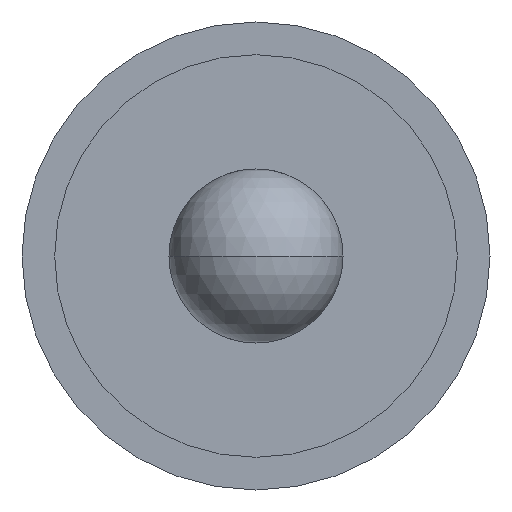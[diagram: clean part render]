
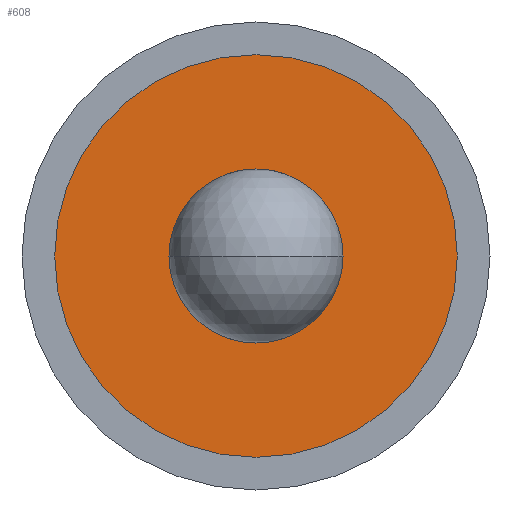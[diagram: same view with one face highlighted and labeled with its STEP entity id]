
A CAD part, left-side view. The second image highlights one B-rep face of the part: STEP entity #608.
In plain terms, the highlighted planar face has unit normal (-1, 0, 0).
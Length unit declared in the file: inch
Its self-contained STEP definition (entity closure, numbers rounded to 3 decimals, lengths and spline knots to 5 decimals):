
#28 = ORIENTED_EDGE ( 'NONE', *, *, #562, .T. ) ;
#56 = FACE_OUTER_BOUND ( 'NONE', #373, .T. ) ;
#85 = ORIENTED_EDGE ( 'NONE', *, *, #249, .T. ) ;
#105 = DIRECTION ( 'NONE',  ( 0., 1., 0. ) ) ;
#119 = CARTESIAN_POINT ( 'NONE',  ( 0.15, -0.008, 0. ) ) ;
#120 = CIRCLE ( 'NONE', #592, 0.0185 ) ;
#122 = EDGE_CURVE ( 'NONE', #192, #432, #246, .T. ) ;
#161 = DIRECTION ( 'NONE',  ( 1., 0., 0. ) ) ;
#188 = AXIS2_PLACEMENT_3D ( 'NONE', #621, #462, #312 ) ;
#192 = VERTEX_POINT ( 'NONE', #250 ) ;
#199 = CIRCLE ( 'NONE', #188, 0.008 ) ;
#212 = DIRECTION ( 'NONE',  ( 0., -1., 0. ) ) ;
#214 = CARTESIAN_POINT ( 'NONE',  ( 0.15, 0.0185, 0. ) ) ;
#239 = ORIENTED_EDGE ( 'NONE', *, *, #122, .F. ) ;
#246 = CIRCLE ( 'NONE', #345, 0.008 ) ;
#249 = EDGE_CURVE ( 'NONE', #387, #522, #460, .T. ) ;
#250 = CARTESIAN_POINT ( 'NONE',  ( 0.15, 0.008, 0. ) ) ;
#289 = DIRECTION ( 'NONE',  ( -1., 0., 0. ) ) ;
#301 = EDGE_CURVE ( 'NONE', #432, #192, #199, .T. ) ;
#312 = DIRECTION ( 'NONE',  ( 0., -1., 0. ) ) ;
#345 = AXIS2_PLACEMENT_3D ( 'NONE', #585, #481, #536 ) ;
#367 = FACE_BOUND ( 'NONE', #530, .T. ) ;
#373 = EDGE_LOOP ( 'NONE', ( #28, #85 ) ) ;
#387 = VERTEX_POINT ( 'NONE', #214 ) ;
#411 = CARTESIAN_POINT ( 'NONE',  ( 0.15, 0.008, 0. ) ) ;
#432 = VERTEX_POINT ( 'NONE', #119 ) ;
#434 = ORIENTED_EDGE ( 'NONE', *, *, #301, .F. ) ;
#452 = AXIS2_PLACEMENT_3D ( 'NONE', #411, #161, #105 ) ;
#456 = DIRECTION ( 'NONE',  ( 0., -1., 0. ) ) ;
#460 = CIRCLE ( 'NONE', #576, 0.0185 ) ;
#462 = DIRECTION ( 'NONE',  ( -1., 0., 0. ) ) ;
#481 = DIRECTION ( 'NONE',  ( -1., 0., 0. ) ) ;
#498 = CARTESIAN_POINT ( 'NONE',  ( 0.15, 0., 0. ) ) ;
#508 = CARTESIAN_POINT ( 'NONE',  ( 0.15, 0., 0. ) ) ;
#522 = VERTEX_POINT ( 'NONE', #643 ) ;
#530 = EDGE_LOOP ( 'NONE', ( #434, #239 ) ) ;
#536 = DIRECTION ( 'NONE',  ( 0., -1., 0. ) ) ;
#562 = EDGE_CURVE ( 'NONE', #522, #387, #120, .T. ) ;
#576 = AXIS2_PLACEMENT_3D ( 'NONE', #498, #289, #456 ) ;
#585 = CARTESIAN_POINT ( 'NONE',  ( 0.15, 0., 0. ) ) ;
#592 = AXIS2_PLACEMENT_3D ( 'NONE', #508, #606, #212 ) ;
#606 = DIRECTION ( 'NONE',  ( -1., 0., 0. ) ) ;
#608 = ADVANCED_FACE ( 'NONE', ( #367, #56 ), #610, .F. ) ;
#610 = PLANE ( 'NONE',  #452 ) ;
#621 = CARTESIAN_POINT ( 'NONE',  ( 0.15, 0., 0. ) ) ;
#643 = CARTESIAN_POINT ( 'NONE',  ( 0.15, -0.0185, 0. ) ) ;
